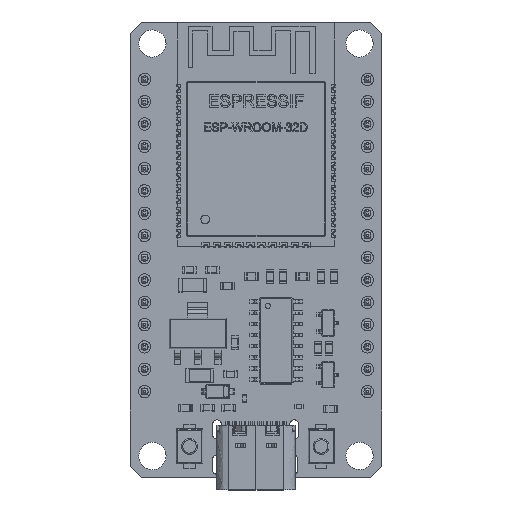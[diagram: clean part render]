
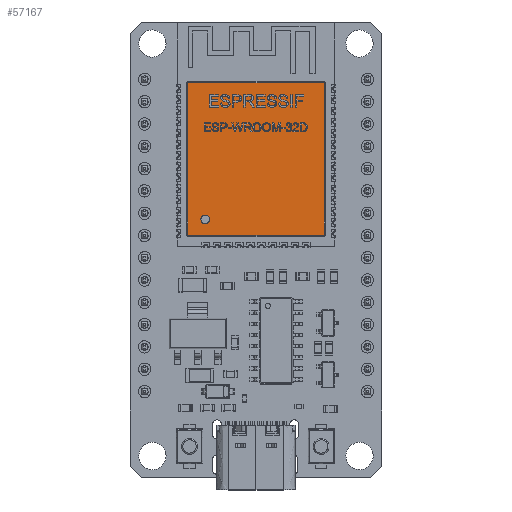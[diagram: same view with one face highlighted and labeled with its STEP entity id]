
A CAD part, top view. The second image highlights one B-rep face of the part: STEP entity #57167.
In plain terms, the highlighted free-form (B-spline) face has degree [1, 1] with [2, 2] control points.
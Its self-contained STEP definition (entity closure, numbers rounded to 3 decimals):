
#57167 = ADVANCED_FACE('',(#57168,#57198),#57212,.F.);
#57168 = FACE_BOUND('',#57169,.F.);
#57169 = EDGE_LOOP('',(#57170,#57179,#57186,#57193));
#57170 = ORIENTED_EDGE('',*,*,#57171,.F.);
#57171 = EDGE_CURVE('',#57172,#57174,#57176,.T.);
#57172 = VERTEX_POINT('',#57173);
#57173 = CARTESIAN_POINT('',(-8.54,38.618,
    4.391));
#57174 = VERTEX_POINT('',#57175);
#57175 = CARTESIAN_POINT('',(-8.54,19.561,
    4.391));
#57176 = B_SPLINE_CURVE_WITH_KNOTS('',1,(#57177,#57178),.UNSPECIFIED.,
  .F.,.F.,(2,2),(0.,17.36),.PIECEWISE_BEZIER_KNOTS.);
#57177 = CARTESIAN_POINT('',(-8.54,38.618,
    4.391));
#57178 = CARTESIAN_POINT('',(-8.54,19.561,
    4.391));
#57179 = ORIENTED_EDGE('',*,*,#57180,.T.);
#57180 = EDGE_CURVE('',#57172,#57181,#57183,.T.);
#57181 = VERTEX_POINT('',#57182);
#57182 = CARTESIAN_POINT('',(8.54,38.618,
    4.391));
#57183 = B_SPLINE_CURVE_WITH_KNOTS('',1,(#57184,#57185),.UNSPECIFIED.,
  .F.,.F.,(2,2),(0.,15.56),.PIECEWISE_BEZIER_KNOTS.);
#57184 = CARTESIAN_POINT('',(-8.54,38.618,
    4.391));
#57185 = CARTESIAN_POINT('',(8.54,38.618,
    4.391));
#57186 = ORIENTED_EDGE('',*,*,#57187,.T.);
#57187 = EDGE_CURVE('',#57181,#57188,#57190,.T.);
#57188 = VERTEX_POINT('',#57189);
#57189 = CARTESIAN_POINT('',(8.54,19.561,
    4.391));
#57190 = B_SPLINE_CURVE_WITH_KNOTS('',1,(#57191,#57192),.UNSPECIFIED.,
  .F.,.F.,(2,2),(0.,17.36),.PIECEWISE_BEZIER_KNOTS.);
#57191 = CARTESIAN_POINT('',(8.54,38.618,
    4.391));
#57192 = CARTESIAN_POINT('',(8.54,19.561,
    4.391));
#57193 = ORIENTED_EDGE('',*,*,#57194,.F.);
#57194 = EDGE_CURVE('',#57174,#57188,#57195,.T.);
#57195 = B_SPLINE_CURVE_WITH_KNOTS('',1,(#57196,#57197),.UNSPECIFIED.,
  .F.,.F.,(2,2),(0.,15.56),.PIECEWISE_BEZIER_KNOTS.);
#57196 = CARTESIAN_POINT('',(-8.54,19.561,
    4.391));
#57197 = CARTESIAN_POINT('',(8.54,19.561,
    4.391));
#57198 = FACE_BOUND('',#57199,.F.);
#57199 = EDGE_LOOP('',(#57200));
#57200 = ORIENTED_EDGE('',*,*,#57201,.T.);
#57201 = EDGE_CURVE('',#57202,#57202,#57204,.T.);
#57202 = VERTEX_POINT('',#57203);
#57203 = CARTESIAN_POINT('',(-5.79,21.504,
    4.391));
#57204 = ( BOUNDED_CURVE() B_SPLINE_CURVE(2,(#57205,#57206,#57207,#57208
    ,#57209,#57210,#57211),.UNSPECIFIED.,.T.,.F.) 
B_SPLINE_CURVE_WITH_KNOTS((1,2,2,2,2,1),(-2.094,0.,
    2.094,4.189,6.283,8.378),
.UNSPECIFIED.) CURVE() GEOMETRIC_REPRESENTATION_ITEM() 
RATIONAL_B_SPLINE_CURVE((1.,0.5,1.,0.5,1.,0.5,1.)) REPRESENTATION_ITEM(
  '') );
#57205 = CARTESIAN_POINT('',(-5.79,21.504,
    4.391));
#57206 = CARTESIAN_POINT('',(-5.79,22.454,
    4.391));
#57207 = CARTESIAN_POINT('',(-6.613,21.979,
    4.391));
#57208 = CARTESIAN_POINT('',(-7.436,21.504,
    4.391));
#57209 = CARTESIAN_POINT('',(-6.613,21.028,
    4.391));
#57210 = CARTESIAN_POINT('',(-5.79,20.553,
    4.391));
#57211 = CARTESIAN_POINT('',(-5.79,21.504,
    4.391));
#57212 = B_SPLINE_SURFACE_WITH_KNOTS('',1,1,(
    (#57213,#57214)
    ,(#57215,#57216
    )),.UNSPECIFIED.,.F.,.F.,.F.,(2,2),(2,2),(0.,15.56),(0.,17.36),
  .PIECEWISE_BEZIER_KNOTS.);
#57213 = CARTESIAN_POINT('',(-8.54,38.618,
    4.391));
#57214 = CARTESIAN_POINT('',(-8.54,19.561,
    4.391));
#57215 = CARTESIAN_POINT('',(8.54,38.618,
    4.391));
#57216 = CARTESIAN_POINT('',(8.54,19.561,
    4.391));
